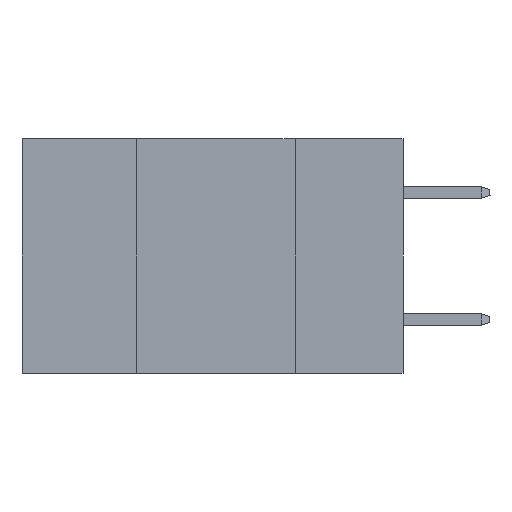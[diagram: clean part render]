
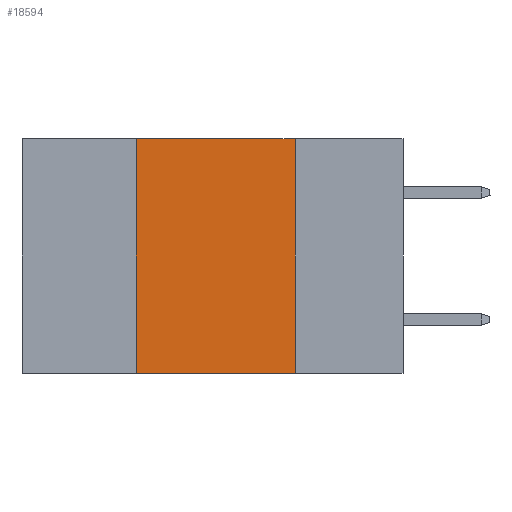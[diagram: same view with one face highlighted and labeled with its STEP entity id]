
A CAD part, left-side view. The second image highlights one B-rep face of the part: STEP entity #18594.
In plain terms, the highlighted planar face has unit normal (-1, 0, 0).
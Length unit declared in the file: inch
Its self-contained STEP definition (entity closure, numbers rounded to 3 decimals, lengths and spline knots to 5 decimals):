
#129 = EDGE_CURVE ( 'NONE', #25939, #5530, #27586, .T. ) ;
#2522 = ORIENTED_EDGE ( 'NONE', *, *, #11918, .F. ) ;
#3305 = DIRECTION ( 'NONE',  ( 0., 0., 1. ) ) ;
#4449 = EDGE_CURVE ( 'NONE', #25939, #16393, #23930, .T. ) ;
#4632 = ORIENTED_EDGE ( 'NONE', *, *, #4449, .T. ) ;
#5464 = VECTOR ( 'NONE', #15182, 39.37008 ) ;
#5530 = VERTEX_POINT ( 'NONE', #5717 ) ;
#5717 = CARTESIAN_POINT ( 'NONE',  ( 0., 0.42, 0. ) ) ;
#6059 = PLANE ( 'NONE',  #15266 ) ;
#8654 = DIRECTION ( 'NONE',  ( 0., 0., -1. ) ) ;
#9357 = LINE ( 'NONE', #20153, #10460 ) ;
#10109 = DIRECTION ( 'NONE',  ( 0., -1., 0. ) ) ;
#10460 = VECTOR ( 'NONE', #8654, 39.37008 ) ;
#11807 = CARTESIAN_POINT ( 'NONE',  ( 0., 0.42, 0. ) ) ;
#11918 = EDGE_CURVE ( 'NONE', #24365, #16393, #9357, .T. ) ;
#12194 = EDGE_LOOP ( 'NONE', ( #2522, #28080, #32330, #4632 ) ) ;
#14192 = CARTESIAN_POINT ( 'NONE',  ( 0., 0.6, 0. ) ) ;
#15182 = DIRECTION ( 'NONE',  ( 0., -1., 0. ) ) ;
#15266 = AXIS2_PLACEMENT_3D ( 'NONE', #14192, #16873, #27671 ) ;
#16393 = VERTEX_POINT ( 'NONE', #33576 ) ;
#16830 = VECTOR ( 'NONE', #3305, 39.37008 ) ;
#16873 = DIRECTION ( 'NONE',  ( 1., 0., 0. ) ) ;
#17083 = CARTESIAN_POINT ( 'NONE',  ( 0., 0.17, 0. ) ) ;
#18594 = ADVANCED_FACE ( 'NONE', ( #30313 ), #6059, .F. ) ;
#20153 = CARTESIAN_POINT ( 'NONE',  ( 0., 0.17, 0. ) ) ;
#23930 = LINE ( 'NONE', #26419, #27615 ) ;
#24146 = CARTESIAN_POINT ( 'NONE',  ( 0., 0.42, -0.37 ) ) ;
#24365 = VERTEX_POINT ( 'NONE', #17083 ) ;
#25939 = VERTEX_POINT ( 'NONE', #24146 ) ;
#26419 = CARTESIAN_POINT ( 'NONE',  ( 0., 0.6, -0.37 ) ) ;
#27586 = LINE ( 'NONE', #11807, #16830 ) ;
#27615 = VECTOR ( 'NONE', #10109, 39.37008 ) ;
#27671 = DIRECTION ( 'NONE',  ( 0., 0., -1. ) ) ;
#28080 = ORIENTED_EDGE ( 'NONE', *, *, #29670, .F. ) ;
#28825 = LINE ( 'NONE', #34320, #5464 ) ;
#29670 = EDGE_CURVE ( 'NONE', #5530, #24365, #28825, .T. ) ;
#30313 = FACE_OUTER_BOUND ( 'NONE', #12194, .T. ) ;
#32330 = ORIENTED_EDGE ( 'NONE', *, *, #129, .F. ) ;
#33576 = CARTESIAN_POINT ( 'NONE',  ( 0., 0.17, -0.37 ) ) ;
#34320 = CARTESIAN_POINT ( 'NONE',  ( 0., 0.6, 0. ) ) ;
